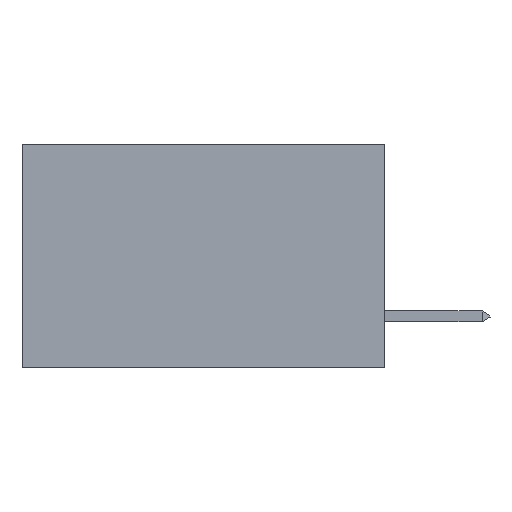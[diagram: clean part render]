
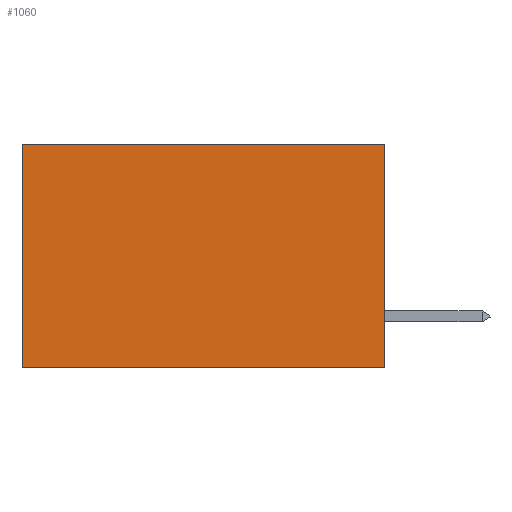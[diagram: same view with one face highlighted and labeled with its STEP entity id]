
A CAD part, left-side view. The second image highlights one B-rep face of the part: STEP entity #1060.
In plain terms, the highlighted planar face has unit normal (-1, 0, 0).
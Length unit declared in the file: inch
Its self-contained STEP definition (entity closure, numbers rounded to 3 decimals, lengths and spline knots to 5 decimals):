
#330 = EDGE_CURVE ( 'NONE', #4739, #34476, #5810, .T. ) ;
#492 = ORIENTED_EDGE ( 'NONE', *, *, #36158, .T. ) ;
#1060 = ADVANCED_FACE ( 'NONE', ( #30884 ), #9464, .F. ) ;
#2189 = DIRECTION ( 'NONE',  ( 0., 1., 0. ) ) ;
#3365 = CARTESIAN_POINT ( 'NONE',  ( 0.2875, 0.6, -0.37 ) ) ;
#4337 = AXIS2_PLACEMENT_3D ( 'NONE', #6064, #6459, #9069 ) ;
#4739 = VERTEX_POINT ( 'NONE', #33356 ) ;
#5810 = LINE ( 'NONE', #6939, #17495 ) ;
#6064 = CARTESIAN_POINT ( 'NONE',  ( 0.2875, 0., 0. ) ) ;
#6459 = DIRECTION ( 'NONE',  ( 1., 0., 0. ) ) ;
#6939 = CARTESIAN_POINT ( 'NONE',  ( 0.2875, 0.6, 0. ) ) ;
#8876 = VERTEX_POINT ( 'NONE', #38160 ) ;
#9069 = DIRECTION ( 'NONE',  ( 0., 0., -1. ) ) ;
#9464 = PLANE ( 'NONE',  #4337 ) ;
#10030 = LINE ( 'NONE', #17718, #12423 ) ;
#12013 = EDGE_CURVE ( 'NONE', #24747, #8876, #15426, .T. ) ;
#12423 = VECTOR ( 'NONE', #2189, 39.37008 ) ;
#12768 = CARTESIAN_POINT ( 'NONE',  ( 0.2875, 0., 0. ) ) ;
#13946 = ORIENTED_EDGE ( 'NONE', *, *, #12013, .F. ) ;
#15426 = LINE ( 'NONE', #12768, #30839 ) ;
#17495 = VECTOR ( 'NONE', #34393, 39.37008 ) ;
#17718 = CARTESIAN_POINT ( 'NONE',  ( 0.2875, 0., -0.37 ) ) ;
#18847 = VECTOR ( 'NONE', #20288, 39.37008 ) ;
#20024 = CARTESIAN_POINT ( 'NONE',  ( 0.2875, 0., 0. ) ) ;
#20288 = DIRECTION ( 'NONE',  ( 0., 1., 0. ) ) ;
#22717 = LINE ( 'NONE', #20024, #18847 ) ;
#23534 = EDGE_CURVE ( 'NONE', #8876, #34476, #10030, .T. ) ;
#24747 = VERTEX_POINT ( 'NONE', #37604 ) ;
#26956 = EDGE_LOOP ( 'NONE', ( #30503, #30048, #13946, #492 ) ) ;
#30048 = ORIENTED_EDGE ( 'NONE', *, *, #23534, .F. ) ;
#30503 = ORIENTED_EDGE ( 'NONE', *, *, #330, .T. ) ;
#30839 = VECTOR ( 'NONE', #31069, 39.37008 ) ;
#30884 = FACE_OUTER_BOUND ( 'NONE', #26956, .T. ) ;
#31069 = DIRECTION ( 'NONE',  ( 0., 0., -1. ) ) ;
#33356 = CARTESIAN_POINT ( 'NONE',  ( 0.2875, 0.6, 0. ) ) ;
#34393 = DIRECTION ( 'NONE',  ( 0., 0., -1. ) ) ;
#34476 = VERTEX_POINT ( 'NONE', #3365 ) ;
#36158 = EDGE_CURVE ( 'NONE', #24747, #4739, #22717, .T. ) ;
#37604 = CARTESIAN_POINT ( 'NONE',  ( 0.2875, 0., 0. ) ) ;
#38160 = CARTESIAN_POINT ( 'NONE',  ( 0.2875, 0., -0.37 ) ) ;
